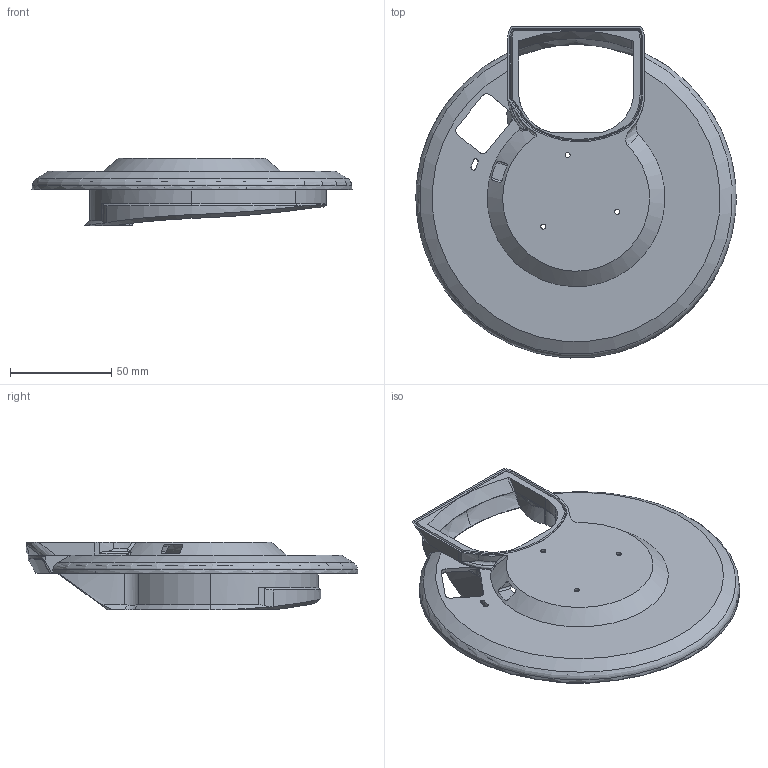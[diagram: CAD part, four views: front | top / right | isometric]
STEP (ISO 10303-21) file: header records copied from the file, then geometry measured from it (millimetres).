
FILE_DESCRIPTION(/* description */ (''),/* implementation_level */ '2;1');
FILE_NAME(/* name */ 'Fan_Scroll_75_mm.step',/* time_stamp */ '2022-10-05T09:53:16+02:00',/* author */ (''),/* organization */ (''),/* preprocessor_version */ 'ST-DEVELOPER v19',/* originating_system */ 'Autodesk Translation Framework v11.7.0.108',/* authorisation */ '');
FILE_SCHEMA (('AUTOMOTIVE_DESIGN { 1 0 10303 214 3 1 1 }'));
Length unit declared in the file: millimetre
Products named in the file (2): 75mm_scroll; NEW_CAP
Assembly tree (1 placements, depth 2):
  75mm_scroll
    NEW_CAP
Bounding box: 158.4 x 164.16 x 33.41 mm (x, y, z)
Volume: 50099.8 mm3; surface area: 60207.4 mm2
Topology: 2 solids, 2 shells, 366 faces, 999 edges, 639 vertices
Faces by surface type: bspline 137, cylinder 81, plane 71, cone 43, torus 34
Full cylindrical faces by diameter (mm): 2.5 x3, 3.4 x6, 8.7 x4, 156.858 x1
Entity records: 22494 total; most frequent: CARTESIAN_POINT 14081, ORIENTED_EDGE 1992, DIRECTION 1407, EDGE_CURVE 996, VERTEX_POINT 639, AXIS2_PLACEMENT_3D 565, EDGE_LOOP 387, B_SPLINE_CURVE_WITH_KNOTS 373
